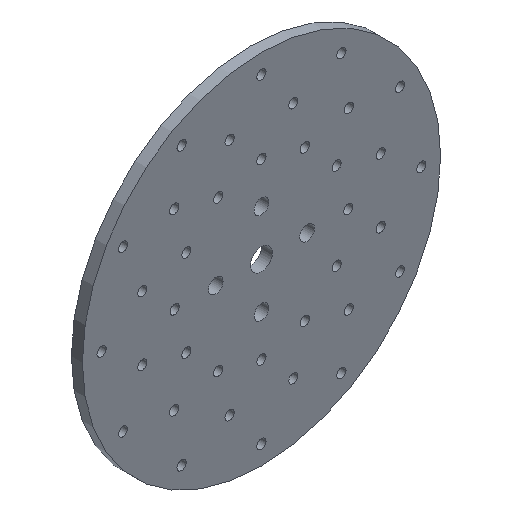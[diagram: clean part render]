
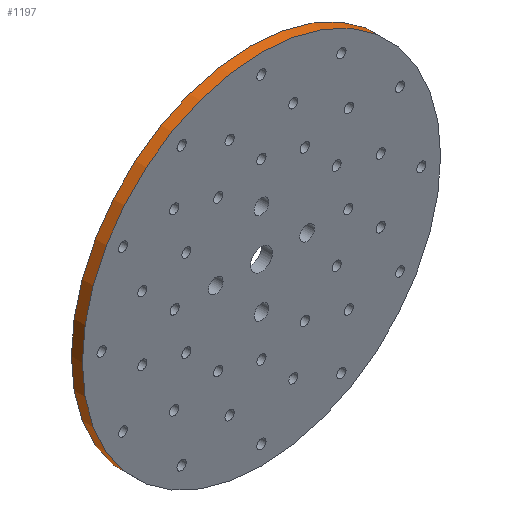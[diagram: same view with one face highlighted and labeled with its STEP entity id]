
A CAD part, isometric view. The second image highlights one B-rep face of the part: STEP entity #1197.
In plain terms, the highlighted cylindrical face has radius 49 mm (diameter 98 mm), a full revolution.
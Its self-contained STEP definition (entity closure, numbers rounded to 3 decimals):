
#155=FACE_OUTER_BOUND('',#199,.T.);
#199=EDGE_LOOP('',(#986,#987,#988,#989,#990,#991));
#325=LINE('',#2117,#367);
#367=VECTOR('',#1763,49.);
#486=CIRCLE('',#1380,49.);
#487=CIRCLE('',#1381,49.);
#488=CIRCLE('',#1382,49.);
#489=CIRCLE('',#1383,49.);
#618=VERTEX_POINT('',#2112);
#619=VERTEX_POINT('',#2113);
#620=VERTEX_POINT('',#2116);
#621=VERTEX_POINT('',#2118);
#781=EDGE_CURVE('',#618,#619,#486,.T.);
#782=EDGE_CURVE('',#619,#618,#487,.T.);
#783=EDGE_CURVE('',#619,#620,#325,.T.);
#784=EDGE_CURVE('',#620,#621,#488,.T.);
#785=EDGE_CURVE('',#621,#620,#489,.T.);
#986=ORIENTED_EDGE('',*,*,#781,.F.);
#987=ORIENTED_EDGE('',*,*,#782,.F.);
#988=ORIENTED_EDGE('',*,*,#783,.T.);
#989=ORIENTED_EDGE('',*,*,#784,.T.);
#990=ORIENTED_EDGE('',*,*,#785,.T.);
#991=ORIENTED_EDGE('',*,*,#783,.F.);
#1155=CYLINDRICAL_SURFACE('',#1379,49.);
#1197=ADVANCED_FACE('',(#155),#1155,.T.);
#1379=AXIS2_PLACEMENT_3D('',#2111,#1757,#1758);
#1380=AXIS2_PLACEMENT_3D('',#2114,#1759,#1760);
#1381=AXIS2_PLACEMENT_3D('',#2115,#1761,#1762);
#1382=AXIS2_PLACEMENT_3D('',#2119,#1764,#1765);
#1383=AXIS2_PLACEMENT_3D('',#2120,#1766,#1767);
#1757=DIRECTION('center_axis',(0.,1.,0.));
#1758=DIRECTION('ref_axis',(-1.,0.,0.));
#1759=DIRECTION('center_axis',(0.,1.,0.));
#1760=DIRECTION('ref_axis',(-1.,0.,0.));
#1761=DIRECTION('center_axis',(0.,1.,0.));
#1762=DIRECTION('ref_axis',(-1.,0.,0.));
#1763=DIRECTION('',(0.,-1.,0.));
#1764=DIRECTION('center_axis',(0.,1.,0.));
#1765=DIRECTION('ref_axis',(-1.,0.,0.));
#1766=DIRECTION('center_axis',(0.,1.,0.));
#1767=DIRECTION('ref_axis',(-1.,0.,0.));
#2111=CARTESIAN_POINT('Origin',(0.,0.,0.));
#2112=CARTESIAN_POINT('',(-49.,3.,0.));
#2113=CARTESIAN_POINT('',(49.,3.,0.));
#2114=CARTESIAN_POINT('Origin',(0.,3.,0.));
#2115=CARTESIAN_POINT('Origin',(0.,3.,0.));
#2116=CARTESIAN_POINT('',(49.,0.,0.));
#2117=CARTESIAN_POINT('',(49.,0.,0.));
#2118=CARTESIAN_POINT('',(-49.,0.,0.));
#2119=CARTESIAN_POINT('Origin',(0.,0.,0.));
#2120=CARTESIAN_POINT('Origin',(0.,0.,0.));
